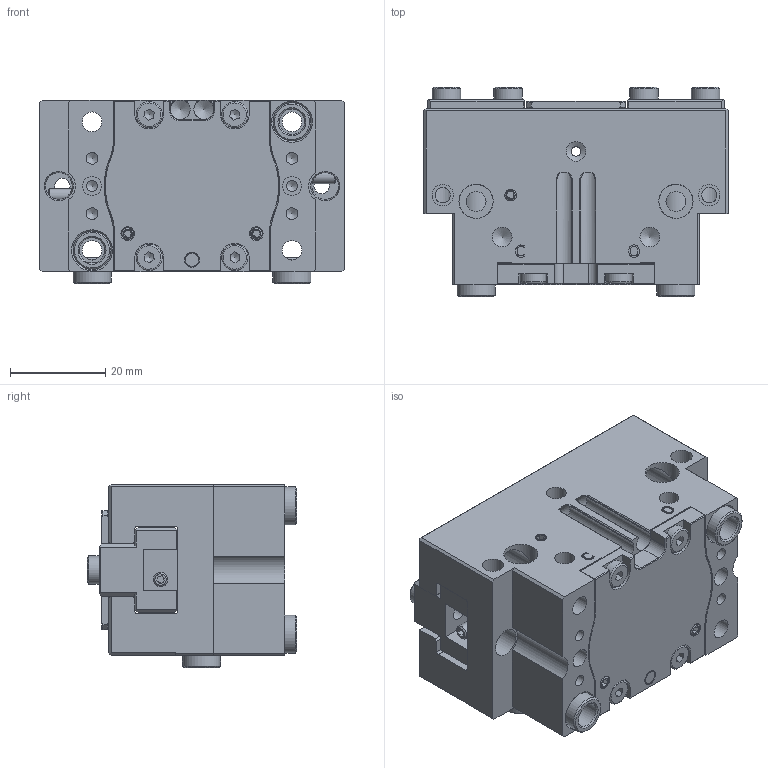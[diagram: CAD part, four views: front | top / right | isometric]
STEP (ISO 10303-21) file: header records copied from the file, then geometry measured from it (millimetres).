
FILE_DESCRIPTION(/* description */ ('ASSIEME CORSA 6 mm'),/* implementation_level */ '2;1');
FILE_NAME(/* name */ 'OPP-64 C1.stp',/* time_stamp */ '2020-08-06T14:33:44+02:00',/* author */ ('e.orio2'),/* organization */ (''),/* preprocessor_version */ 'ST-DEVELOPER v17',/* originating_system */ 'Autodesk Inventor 2019',/* authorisation */ '');
FILE_SCHEMA (('AUTOMOTIVE_DESIGN { 1 0 10303 214 3 1 1 }'));
Length unit declared in the file: millimetre
Products named in the file (12): OPP-64 C1; OPP64-CORPO; PZP-64-GRIFFA C1-(OPP-64_PGP-64); PGP-64-COPERCHIO; PGP-64-FONDELLO STD(OPP-64); DIN 913 - M3 x 3; DIN EN ISO 7046-2 H - M2.5x6 - 8.8 - H1; DIN 7984 - M3 x 6; ISO 8734 - 3 x 8 - A; DIN 913 - M3 x 10; BOCCOLA 8H7L5.4; BOCCOLA 6H7L5
Assembly tree (28 placements, depth 2):
  OPP-64 C1
    OPP64-CORPO
    PZP-64-GRIFFA C1-(OPP-64_PGP-64)  x2
    PGP-64-COPERCHIO
    PGP-64-FONDELLO STD(OPP-64)
    DIN 913 - M3 x 3  x4
    DIN EN ISO 7046-2 H - M2.5x6 - 8.8 - H1  x4
    DIN 7984 - M3 x 6  x4
    ISO 8734 - 3 x 8 - A
    DIN 913 - M3 x 10  x2
    BOCCOLA 8H7L5.4  x4
    BOCCOLA 6H7L5  x4
Bounding box: 64 x 44 x 38.5 mm (x, y, z)
Volume: 68528.1 mm3; surface area: 33361.8 mm2
Topology: 28 solids, 28 shells, 778 faces, 2058 edges, 1362 vertices
Faces by surface type: plane 419, cylinder 159, cone 128, bspline 60, torus 12
Full cylindrical faces by diameter (mm): 2 x3, 2.013 x6, 2.4 x1, 2.459 x12, 2.5 x8, 3 x16, 3.2 x1, 3.242 x6, 3.3 x4, 4 x4, 4.134 x10, 4.2 x6, 4.5 x2, 4.7 x4, 5.3 x4, 5.5 x4, 6 x8, 6.1 x2, 7.2 x10, 8 x8
Entity records: 17840 total; most frequent: CARTESIAN_POINT 4064, ORIENTED_EDGE 2802, DIRECTION 2646, EDGE_CURVE 1401, VERTEX_POINT 950, AXIS2_PLACEMENT_3D 919, LINE 808, VECTOR 808
